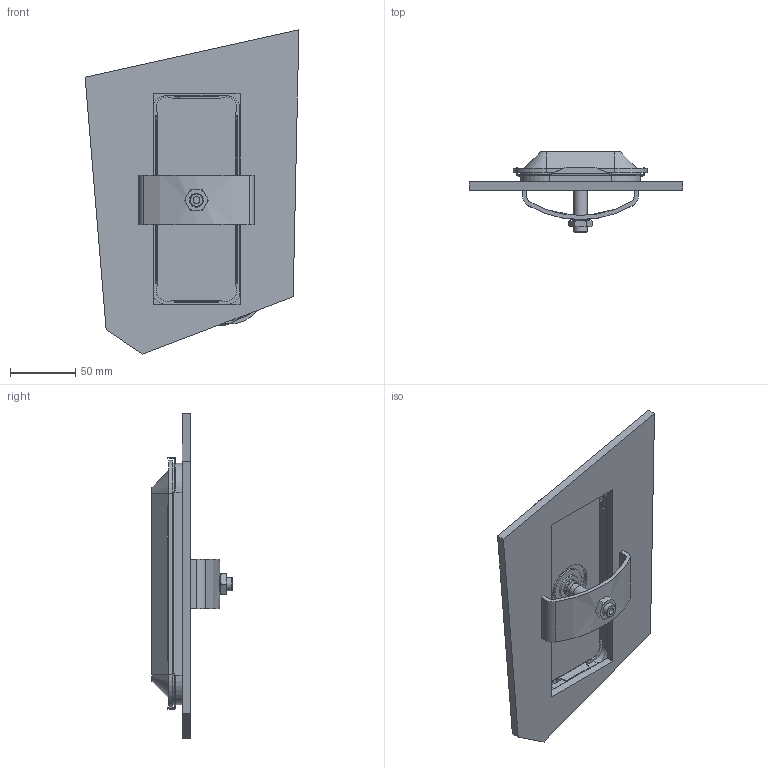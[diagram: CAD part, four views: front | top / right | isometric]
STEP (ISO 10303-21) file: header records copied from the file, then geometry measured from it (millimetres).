
FILE_DESCRIPTION(('Model AD General with AD-K mounting kit.'),'2;1');
FILE_NAME('AD with ADK.stp','2010-10-26T15:57:11',('GL'),('Conveyor Components Company'),'Autodesk Inventor 2011','Autodesk Inventor 2011','GL');
FILE_SCHEMA(('AUTOMOTIVE_DESIGN { 1 0 10303 214 1 1 1 1 }'));
Length unit declared in the file: inch
Products named in the file (9): ADK2; ADK21; ADK22; ADK23; ADK24; ADK25; AD-6; ADK28; AD-5
Assembly tree (8 placements, depth 2):
  ADK2
    ADK21
    ADK22
    ADK23
    ADK24
    ADK25
    AD-6
    ADK28
    AD-5
Bounding box: 164.38 x 61.53 x 249.5 mm (x, y, z)
Volume: 415806.4 mm3; surface area: 162575.6 mm2
Topology: 8 solids, 8 shells, 192 faces, 508 edges, 338 vertices
Faces by surface type: plane 99, cylinder 72, cone 21
Full cylindrical faces by diameter (mm): 5.207 x1, 9.195 x1, 9.525 x1, 10.287 x2, 12.7 x2, 19.05 x1, 28.575 x1, 38.1 x1
Entity records: 6440 total; most frequent: CARTESIAN_POINT 1450, DIRECTION 991, ORIENTED_EDGE 978, EDGE_CURVE 489, AXIS2_PLACEMENT_3D 351, VERTEX_POINT 334, VECTOR 289, LINE 289
